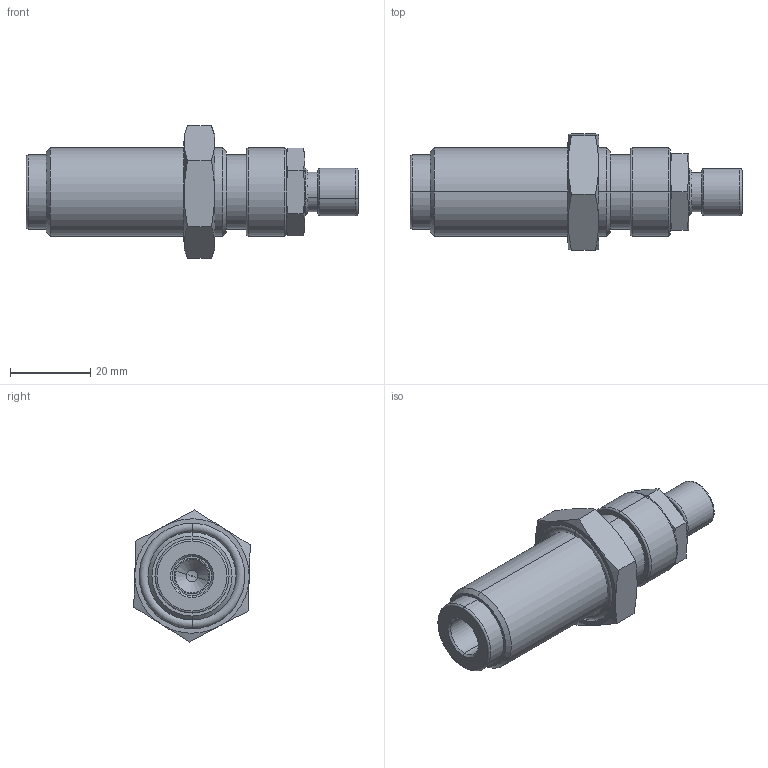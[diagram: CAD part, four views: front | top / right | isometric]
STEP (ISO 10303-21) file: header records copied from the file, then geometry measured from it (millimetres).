
FILE_DESCRIPTION (( 'STEP AP214' ), '1' );
FILE_NAME ('OS-2325 - POS-280.STEP', '2019-08-16T12:55:23', ( '' ), ( '' ), 'SwSTEP 2.0', 'SolidWorks 2019', '' );
FILE_SCHEMA (( 'AUTOMOTIVE_DESIGN' ));
Length unit declared in the file: millimetre
Products named in the file (11): OS-2325 - POS-282; OS-2325 - POS-283; OS-2325 - POS-284; OS-2325 - POS-285; OS-2325 - POS-281; OS-2325 - POS-280
Assembly tree (5 placements, depth 2):
  OS-2325 - POS-283
  OS-2325 - POS-285
  OS-2325 - POS-284
  OS-2325 - POS-281
  OS-2325 - POS-282
Bounding box: 82.97 x 29.14 x 33.01 mm (x, y, z)
Volume: 28619.8 mm3; surface area: 13430.7 mm2
Topology: 5 solids, 5 shells, 112 faces, 230 edges, 134 vertices
Faces by surface type: cone 42, plane 28, cylinder 26, torus 16
Entity records: 3562 total; most frequent: CARTESIAN_POINT 725, DIRECTION 550, ORIENTED_EDGE 460, AXIS2_PLACEMENT_3D 247, EDGE_CURVE 230, VERTEX_POINT 134, CIRCLE 126, EDGE_LOOP 126
